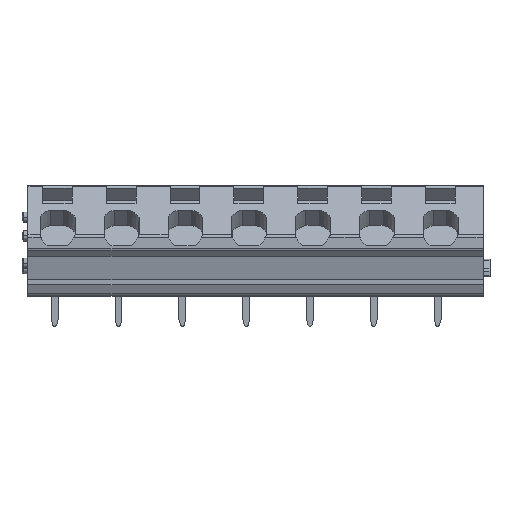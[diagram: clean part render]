
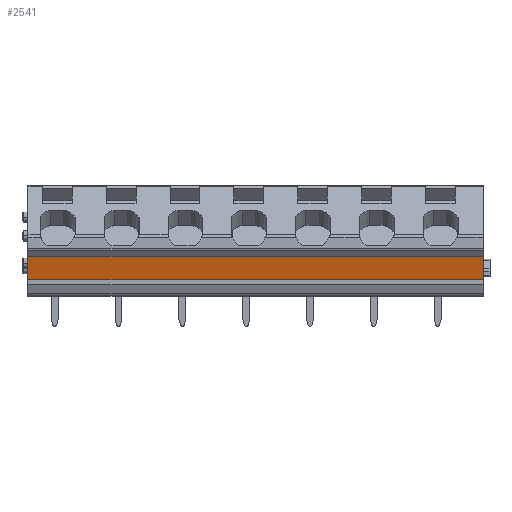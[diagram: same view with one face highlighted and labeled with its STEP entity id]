
A CAD part, front view. The second image highlights one B-rep face of the part: STEP entity #2541.
In plain terms, the highlighted planar face has unit normal (0, -0.966, -0.259).
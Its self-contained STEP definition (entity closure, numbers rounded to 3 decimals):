
#2514=AXIS2_PLACEMENT_3D('Plane Axis2P3D',#2511,#2512,#2513) ;
#2489=CARTESIAN_POINT('Vertex',(54.2,1.37,5.45)) ;
#2492=CARTESIAN_POINT('Line Origine',(27.45,1.37,5.45)) ;
#2496=CARTESIAN_POINT('Vertex',(0.7,1.37,5.45)) ;
#2511=CARTESIAN_POINT('Axis2P3D Location',(0.,0.634,8.2)) ;
#2516=CARTESIAN_POINT('Line Origine',(54.2,1.002,6.825)) ;
#2520=CARTESIAN_POINT('Vertex',(54.2,0.634,8.2)) ;
#2523=CARTESIAN_POINT('Line Origine',(27.45,0.634,8.2)) ;
#2527=CARTESIAN_POINT('Vertex',(0.7,0.634,8.2)) ;
#2530=CARTESIAN_POINT('Line Origine',(0.7,1.002,6.825)) ;
#2493=DIRECTION('Vector Direction',(1.,0.,0.)) ;
#2512=DIRECTION('Axis2P3D Direction',(0.,-0.966,-0.259)) ;
#2513=DIRECTION('Axis2P3D XDirection',(0.,0.259,-0.966)) ;
#2517=DIRECTION('Vector Direction',(0.,0.259,-0.966)) ;
#2524=DIRECTION('Vector Direction',(1.,0.,0.)) ;
#2531=DIRECTION('Vector Direction',(0.,0.259,-0.966)) ;
#2494=VECTOR('Line Direction',#2493,1.) ;
#2518=VECTOR('Line Direction',#2517,1.) ;
#2525=VECTOR('Line Direction',#2524,1.) ;
#2532=VECTOR('Line Direction',#2531,1.) ;
#2536=ORIENTED_EDGE('',*,*,#2522,.F.) ;
#2537=ORIENTED_EDGE('',*,*,#2529,.F.) ;
#2538=ORIENTED_EDGE('',*,*,#2534,.F.) ;
#2539=ORIENTED_EDGE('',*,*,#2498,.T.) ;
#2541=ADVANCED_FACE('HOUSING',(#2540),#2515,.T.) ;
#2498=EDGE_CURVE('',#2497,#2490,#2495,.T.) ;
#2522=EDGE_CURVE('',#2521,#2490,#2519,.T.) ;
#2529=EDGE_CURVE('',#2528,#2521,#2526,.T.) ;
#2534=EDGE_CURVE('',#2497,#2528,#2533,.F.) ;
#2535=EDGE_LOOP('',(#2536,#2537,#2538,#2539)) ;
#2540=FACE_OUTER_BOUND('',#2535,.T.) ;
#2495=LINE('Line',#2492,#2494) ;
#2519=LINE('Line',#2516,#2518) ;
#2526=LINE('Line',#2523,#2525) ;
#2533=LINE('Line',#2530,#2532) ;
#2515=PLANE('',#2514) ;
#2490=VERTEX_POINT('',#2489) ;
#2497=VERTEX_POINT('',#2496) ;
#2521=VERTEX_POINT('',#2520) ;
#2528=VERTEX_POINT('',#2527) ;
